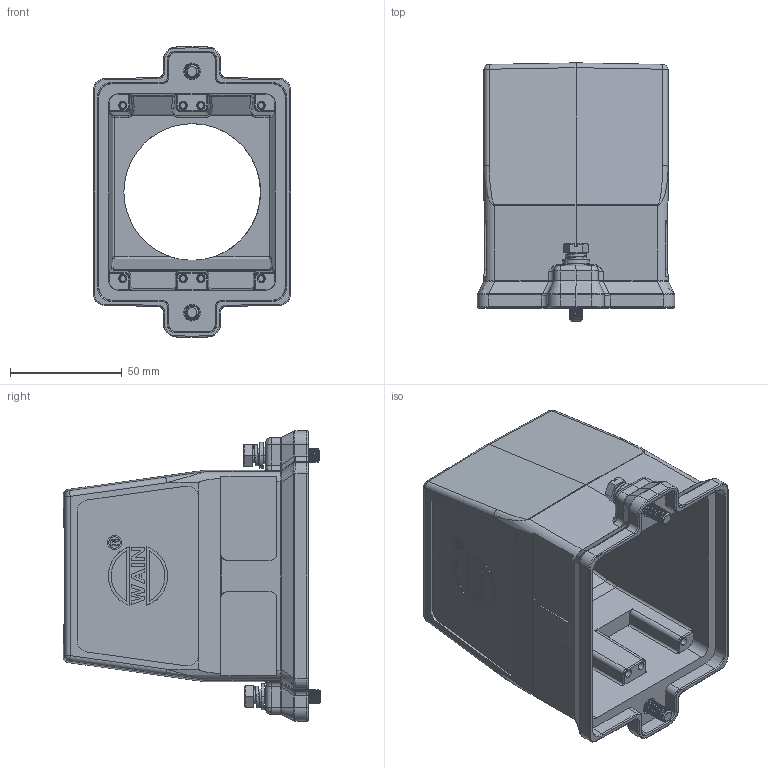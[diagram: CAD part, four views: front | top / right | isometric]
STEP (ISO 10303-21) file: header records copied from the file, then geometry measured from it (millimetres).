
FILE_DESCRIPTION((''),'2;1');
FILE_NAME('PRT0032','2024-01-31T',('13001'),(''),'PRO/ENGINEER BY PARAMETRIC TECHNOLOGY CORPORATION, 2012480','PRO/ENGINEER BY PARAMETRIC TECHNOLOGY CORPORATION, 2012480','');
FILE_SCHEMA(('CONFIG_CONTROL_DESIGN'));
Length unit declared in the file: millimetre
Products named in the file (1): PRT0032
Bounding box: 88.3 x 115.45 x 130 mm (x, y, z)
Volume: 6.5 mm3; surface area: 85362 mm2
Topology: 3 solids, 4 shells, 937 faces, 2430 edges, 1545 vertices
Faces by surface type: plane 346, cylinder 327, torus 106, cone 81, bspline 53, extrusion 12, sphere 12
Entity records: 38518 total; most frequent: CARTESIAN_POINT 16523, ORIENTED_EDGE 4828, DIRECTION 4191, EDGE_CURVE 2418, VERTEX_POINT 1545, AXIS2_PLACEMENT_3D 1506, VECTOR 1179, LINE 1167
